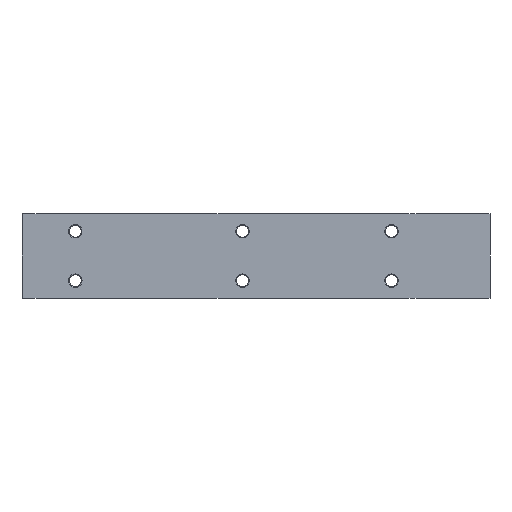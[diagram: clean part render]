
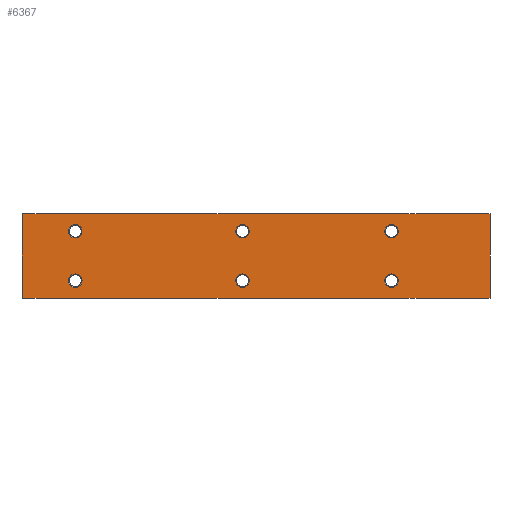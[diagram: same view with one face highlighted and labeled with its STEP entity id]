
A CAD part, front view. The second image highlights one B-rep face of the part: STEP entity #6367.
In plain terms, the highlighted planar face has unit normal (0, -1, 0).
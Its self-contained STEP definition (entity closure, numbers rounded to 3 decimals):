
#90 = CARTESIAN_POINT ( 'NONE',  ( 312.5, 0., 25. ) ) ;
#101 = VECTOR ( 'NONE', #5449, 1000. ) ;
#143 = EDGE_CURVE ( 'NONE', #875, #2614, #4407, .T. ) ;
#211 = CARTESIAN_POINT ( 'NONE',  ( 75.5, 0., 95. ) ) ;
#288 = VERTEX_POINT ( 'NONE', #1124 ) ;
#339 = AXIS2_PLACEMENT_3D ( 'NONE', #5033, #1776, #5598 ) ;
#355 = DIRECTION ( 'NONE',  ( 0., 0., -1. ) ) ;
#368 = FACE_OUTER_BOUND ( 'NONE', #4499, .T. ) ;
#392 = CARTESIAN_POINT ( 'NONE',  ( 523.5, 0., 95. ) ) ;
#398 = CARTESIAN_POINT ( 'NONE',  ( 523.5, 0., 34.5 ) ) ;
#406 = DIRECTION ( 'NONE',  ( 0., 1., 0. ) ) ;
#413 = VECTOR ( 'NONE', #2158, 1000. ) ;
#461 = CARTESIAN_POINT ( 'NONE',  ( 312.5, 0., 34.5 ) ) ;
#526 = CARTESIAN_POINT ( 'NONE',  ( 75.5, 0., 95. ) ) ;
#539 = FACE_BOUND ( 'NONE', #6212, .T. ) ;
#574 = ORIENTED_EDGE ( 'NONE', *, *, #3120, .T. ) ;
#622 = DIRECTION ( 'NONE',  ( 0., 0., 1. ) ) ;
#667 = ORIENTED_EDGE ( 'NONE', *, *, #7066, .T. ) ;
#703 = ORIENTED_EDGE ( 'NONE', *, *, #3417, .F. ) ;
#732 = EDGE_LOOP ( 'NONE', ( #4544, #574 ) ) ;
#748 = ORIENTED_EDGE ( 'NONE', *, *, #6628, .F. ) ;
#761 = DIRECTION ( 'NONE',  ( 0., 0., 1. ) ) ;
#875 = VERTEX_POINT ( 'NONE', #6891 ) ;
#945 = CARTESIAN_POINT ( 'NONE',  ( 0., 0., 120. ) ) ;
#996 = VERTEX_POINT ( 'NONE', #5305 ) ;
#1047 = VERTEX_POINT ( 'NONE', #461 ) ;
#1062 = LINE ( 'NONE', #3659, #5444 ) ;
#1083 = CARTESIAN_POINT ( 'NONE',  ( 523.5, 0., 95. ) ) ;
#1085 = CARTESIAN_POINT ( 'NONE',  ( 312.5, 0., 95. ) ) ;
#1103 = DIRECTION ( 'NONE',  ( 0., 0., 1. ) ) ;
#1124 = CARTESIAN_POINT ( 'NONE',  ( 312.5, 0., 85.5 ) ) ;
#1170 = ORIENTED_EDGE ( 'NONE', *, *, #5365, .T. ) ;
#1188 = ORIENTED_EDGE ( 'NONE', *, *, #5144, .T. ) ;
#1220 = AXIS2_PLACEMENT_3D ( 'NONE', #6116, #2852, #6681 ) ;
#1251 = EDGE_LOOP ( 'NONE', ( #1170, #1188 ) ) ;
#1382 = AXIS2_PLACEMENT_3D ( 'NONE', #1684, #5508, #2240 ) ;
#1418 = CARTESIAN_POINT ( 'NONE',  ( 75.5, 0., 25. ) ) ;
#1422 = CIRCLE ( 'NONE', #6691, 9.5 ) ;
#1521 = EDGE_LOOP ( 'NONE', ( #3840, #6736 ) ) ;
#1553 = CIRCLE ( 'NONE', #3574, 9.5 ) ;
#1558 = LINE ( 'NONE', #3258, #101 ) ;
#1576 = DIRECTION ( 'NONE',  ( 0., 0., -1. ) ) ;
#1615 = VERTEX_POINT ( 'NONE', #7128 ) ;
#1632 = EDGE_CURVE ( 'NONE', #1615, #4543, #3920, .T. ) ;
#1649 = DIRECTION ( 'NONE',  ( 0., 0., 1. ) ) ;
#1651 = DIRECTION ( 'NONE',  ( 0., 0., 1. ) ) ;
#1684 = CARTESIAN_POINT ( 'NONE',  ( 75.5, 0., 25. ) ) ;
#1776 = DIRECTION ( 'NONE',  ( 0., 1., 0. ) ) ;
#1803 = CIRCLE ( 'NONE', #1220, 9.5 ) ;
#1850 = VERTEX_POINT ( 'NONE', #2176 ) ;
#1874 = CIRCLE ( 'NONE', #339, 9.5 ) ;
#1886 = AXIS2_PLACEMENT_3D ( 'NONE', #6058, #2788, #6617 ) ;
#1925 = EDGE_CURVE ( 'NONE', #1962, #1047, #1803, .T. ) ;
#1962 = VERTEX_POINT ( 'NONE', #3962 ) ;
#1973 = DIRECTION ( 'NONE',  ( 0., 0., 1. ) ) ;
#2118 = CARTESIAN_POINT ( 'NONE',  ( 0., 0., 0. ) ) ;
#2158 = DIRECTION ( 'NONE',  ( 1., 0., 0. ) ) ;
#2176 = CARTESIAN_POINT ( 'NONE',  ( 75.5, 0., 85.5 ) ) ;
#2240 = DIRECTION ( 'NONE',  ( 0., 0., 1. ) ) ;
#2368 = CARTESIAN_POINT ( 'NONE',  ( 75.5, 0., 104.5 ) ) ;
#2510 = CIRCLE ( 'NONE', #5774, 9.5 ) ;
#2536 = VERTEX_POINT ( 'NONE', #398 ) ;
#2614 = VERTEX_POINT ( 'NONE', #7077 ) ;
#2788 = DIRECTION ( 'NONE',  ( 0., 1., 0. ) ) ;
#2850 = CARTESIAN_POINT ( 'NONE',  ( 312.5, 0., 95. ) ) ;
#2852 = DIRECTION ( 'NONE',  ( 0., 1., 0. ) ) ;
#3055 = VECTOR ( 'NONE', #1576, 1000. ) ;
#3086 = VERTEX_POINT ( 'NONE', #5978 ) ;
#3088 = EDGE_CURVE ( 'NONE', #4063, #5241, #1558, .T. ) ;
#3120 = EDGE_CURVE ( 'NONE', #2536, #6349, #5597, .T. ) ;
#3258 = CARTESIAN_POINT ( 'NONE',  ( 0., 0., 0. ) ) ;
#3309 = ORIENTED_EDGE ( 'NONE', *, *, #3538, .T. ) ;
#3311 = AXIS2_PLACEMENT_3D ( 'NONE', #211, #4057, #761 ) ;
#3318 = FACE_BOUND ( 'NONE', #732, .T. ) ;
#3375 = DIRECTION ( 'NONE',  ( 0., 0., 1. ) ) ;
#3386 = ORIENTED_EDGE ( 'NONE', *, *, #1925, .T. ) ;
#3417 = EDGE_CURVE ( 'NONE', #996, #3761, #6281, .T. ) ;
#3455 = EDGE_CURVE ( 'NONE', #288, #3086, #1553, .T. ) ;
#3538 = EDGE_CURVE ( 'NONE', #1047, #1962, #2510, .T. ) ;
#3574 = AXIS2_PLACEMENT_3D ( 'NONE', #1085, #4904, #1651 ) ;
#3659 = CARTESIAN_POINT ( 'NONE',  ( 0., 0., 120. ) ) ;
#3680 = DIRECTION ( 'NONE',  ( 0., 1., 0. ) ) ;
#3738 = ORIENTED_EDGE ( 'NONE', *, *, #5586, .T. ) ;
#3761 = VERTEX_POINT ( 'NONE', #6635 ) ;
#3795 = ORIENTED_EDGE ( 'NONE', *, *, #3088, .T. ) ;
#3840 = ORIENTED_EDGE ( 'NONE', *, *, #5496, .T. ) ;
#3860 = CARTESIAN_POINT ( 'NONE',  ( 75.5, 0., 15.5 ) ) ;
#3920 = CIRCLE ( 'NONE', #1382, 9.5 ) ;
#3934 = DIRECTION ( 'NONE',  ( 0., 1., 0. ) ) ;
#3946 = CARTESIAN_POINT ( 'NONE',  ( 663., 0., 0. ) ) ;
#3962 = CARTESIAN_POINT ( 'NONE',  ( 312.5, 0., 15.5 ) ) ;
#4057 = DIRECTION ( 'NONE',  ( 0., 1., 0. ) ) ;
#4063 = VERTEX_POINT ( 'NONE', #2118 ) ;
#4217 = CARTESIAN_POINT ( 'NONE',  ( 523.5, 0., 15.5 ) ) ;
#4293 = CARTESIAN_POINT ( 'NONE',  ( 663., 0., 120. ) ) ;
#4380 = DIRECTION ( 'NONE',  ( 0., 1., 0. ) ) ;
#4407 = CIRCLE ( 'NONE', #6884, 9.5 ) ;
#4499 = EDGE_LOOP ( 'NONE', ( #3795, #748, #703, #3738 ) ) ;
#4543 = VERTEX_POINT ( 'NONE', #3860 ) ;
#4544 = ORIENTED_EDGE ( 'NONE', *, *, #5239, .T. ) ;
#4553 = AXIS2_PLACEMENT_3D ( 'NONE', #2850, #6678, #3375 ) ;
#4594 = AXIS2_PLACEMENT_3D ( 'NONE', #945, #406, #5908 ) ;
#4673 = VERTEX_POINT ( 'NONE', #2368 ) ;
#4741 = FACE_BOUND ( 'NONE', #4858, .T. ) ;
#4858 = EDGE_LOOP ( 'NONE', ( #3386, #3309 ) ) ;
#4881 = AXIS2_PLACEMENT_3D ( 'NONE', #526, #4380, #1103 ) ;
#4903 = DIRECTION ( 'NONE',  ( 0., 1., 0. ) ) ;
#4904 = DIRECTION ( 'NONE',  ( 0., 1., 0. ) ) ;
#4920 = FACE_BOUND ( 'NONE', #1521, .T. ) ;
#5033 = CARTESIAN_POINT ( 'NONE',  ( 523.5, 0., 25. ) ) ;
#5099 = FACE_BOUND ( 'NONE', #1251, .T. ) ;
#5144 = EDGE_CURVE ( 'NONE', #4673, #1850, #6863, .T. ) ;
#5223 = DIRECTION ( 'NONE',  ( 0., 1., 0. ) ) ;
#5239 = EDGE_CURVE ( 'NONE', #6349, #2536, #1874, .T. ) ;
#5241 = VERTEX_POINT ( 'NONE', #3946 ) ;
#5305 = CARTESIAN_POINT ( 'NONE',  ( 0., 0., 120. ) ) ;
#5335 = PLANE ( 'NONE',  #4594 ) ;
#5356 = CIRCLE ( 'NONE', #3311, 9.5 ) ;
#5365 = EDGE_CURVE ( 'NONE', #1850, #4673, #5356, .T. ) ;
#5419 = CARTESIAN_POINT ( 'NONE',  ( 0., 0., 120. ) ) ;
#5444 = VECTOR ( 'NONE', #355, 1000. ) ;
#5449 = DIRECTION ( 'NONE',  ( 1., 0., 0. ) ) ;
#5496 = EDGE_CURVE ( 'NONE', #4543, #1615, #5964, .T. ) ;
#5508 = DIRECTION ( 'NONE',  ( 0., 1., 0. ) ) ;
#5586 = EDGE_CURVE ( 'NONE', #996, #4063, #1062, .T. ) ;
#5597 = CIRCLE ( 'NONE', #1886, 9.5 ) ;
#5598 = DIRECTION ( 'NONE',  ( 0., 0., 1. ) ) ;
#5621 = ORIENTED_EDGE ( 'NONE', *, *, #6679, .T. ) ;
#5774 = AXIS2_PLACEMENT_3D ( 'NONE', #90, #3934, #622 ) ;
#5908 = DIRECTION ( 'NONE',  ( 0., 0., 1. ) ) ;
#5953 = LINE ( 'NONE', #4293, #3055 ) ;
#5964 = CIRCLE ( 'NONE', #6625, 9.5 ) ;
#5978 = CARTESIAN_POINT ( 'NONE',  ( 312.5, 0., 104.5 ) ) ;
#6058 = CARTESIAN_POINT ( 'NONE',  ( 523.5, 0., 25. ) ) ;
#6116 = CARTESIAN_POINT ( 'NONE',  ( 312.5, 0., 25. ) ) ;
#6125 = CIRCLE ( 'NONE', #4553, 9.5 ) ;
#6212 = EDGE_LOOP ( 'NONE', ( #6658, #667 ) ) ;
#6243 = FACE_BOUND ( 'NONE', #6514, .T. ) ;
#6281 = LINE ( 'NONE', #5419, #413 ) ;
#6349 = VERTEX_POINT ( 'NONE', #4217 ) ;
#6367 = ADVANCED_FACE ( 'NONE', ( #4920, #5099, #4741, #539, #3318, #6243, #368 ), #5335, .F. ) ;
#6514 = EDGE_LOOP ( 'NONE', ( #6610, #5621 ) ) ;
#6610 = ORIENTED_EDGE ( 'NONE', *, *, #143, .T. ) ;
#6617 = DIRECTION ( 'NONE',  ( 0., 0., 1. ) ) ;
#6625 = AXIS2_PLACEMENT_3D ( 'NONE', #1418, #5223, #1973 ) ;
#6628 = EDGE_CURVE ( 'NONE', #3761, #5241, #5953, .T. ) ;
#6635 = CARTESIAN_POINT ( 'NONE',  ( 663., 0., 120. ) ) ;
#6658 = ORIENTED_EDGE ( 'NONE', *, *, #3455, .T. ) ;
#6678 = DIRECTION ( 'NONE',  ( 0., 1., 0. ) ) ;
#6679 = EDGE_CURVE ( 'NONE', #2614, #875, #1422, .T. ) ;
#6681 = DIRECTION ( 'NONE',  ( 0., 0., 1. ) ) ;
#6691 = AXIS2_PLACEMENT_3D ( 'NONE', #1083, #4903, #1649 ) ;
#6736 = ORIENTED_EDGE ( 'NONE', *, *, #1632, .T. ) ;
#6863 = CIRCLE ( 'NONE', #4881, 9.5 ) ;
#6884 = AXIS2_PLACEMENT_3D ( 'NONE', #392, #3680, #6978 ) ;
#6891 = CARTESIAN_POINT ( 'NONE',  ( 523.5, 0., 85.5 ) ) ;
#6978 = DIRECTION ( 'NONE',  ( 0., 0., 1. ) ) ;
#7066 = EDGE_CURVE ( 'NONE', #3086, #288, #6125, .T. ) ;
#7077 = CARTESIAN_POINT ( 'NONE',  ( 523.5, 0., 104.5 ) ) ;
#7128 = CARTESIAN_POINT ( 'NONE',  ( 75.5, 0., 34.5 ) ) ;
